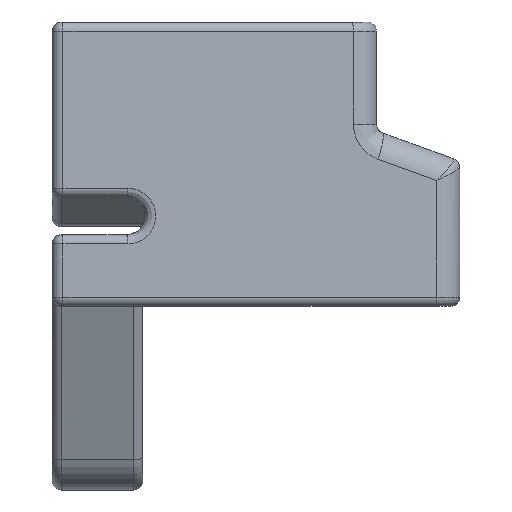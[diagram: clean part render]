
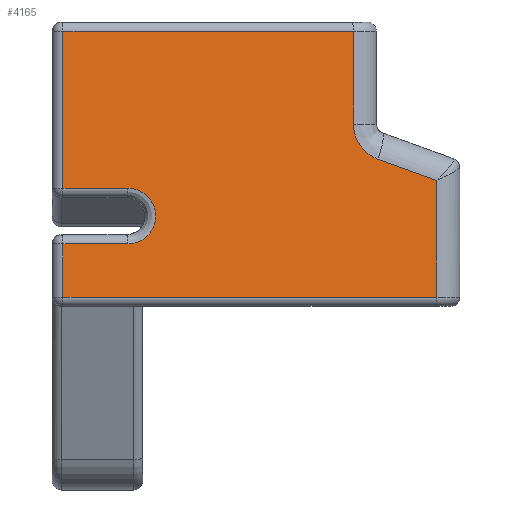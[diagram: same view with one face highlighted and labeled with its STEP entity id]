
A CAD part, left-side view. The second image highlights one B-rep face of the part: STEP entity #4165.
In plain terms, the highlighted planar face has unit normal (-0.985, -0.174, 0).
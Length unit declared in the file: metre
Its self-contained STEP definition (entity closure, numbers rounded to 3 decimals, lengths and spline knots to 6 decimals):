
#534=ELLIPSE('',#4552,0.004062,0.004);
#535=ELLIPSE('',#4553,0.003046,0.003);
#840=ORIENTED_EDGE('',*,*,#2115,.T.);
#841=ORIENTED_EDGE('',*,*,#2116,.T.);
#842=ORIENTED_EDGE('',*,*,#2117,.T.);
#843=ORIENTED_EDGE('',*,*,#2118,.T.);
#844=ORIENTED_EDGE('',*,*,#2119,.T.);
#845=ORIENTED_EDGE('',*,*,#2120,.T.);
#846=ORIENTED_EDGE('',*,*,#2121,.T.);
#847=ORIENTED_EDGE('',*,*,#2122,.T.);
#848=ORIENTED_EDGE('',*,*,#2123,.T.);
#849=ORIENTED_EDGE('',*,*,#2124,.T.);
#850=ORIENTED_EDGE('',*,*,#2125,.T.);
#2115=EDGE_CURVE('',#2747,#2748,#3044,.T.);
#2116=EDGE_CURVE('',#2748,#2749,#3045,.F.);
#2117=EDGE_CURVE('',#2749,#2750,#3046,.F.);
#2118=EDGE_CURVE('',#2750,#2751,#3047,.F.);
#2119=EDGE_CURVE('',#2751,#2752,#534,.F.);
#2120=EDGE_CURVE('',#2752,#2753,#3048,.F.);
#2121=EDGE_CURVE('',#2753,#2754,#3049,.F.);
#2122=EDGE_CURVE('',#2754,#2755,#3050,.T.);
#2123=EDGE_CURVE('',#2755,#2756,#3051,.T.);
#2124=EDGE_CURVE('',#2756,#2757,#535,.F.);
#2125=EDGE_CURVE('',#2757,#2747,#3052,.T.);
#2747=VERTEX_POINT('',#7057);
#2748=VERTEX_POINT('',#7058);
#2749=VERTEX_POINT('',#7060);
#2750=VERTEX_POINT('',#7062);
#2751=VERTEX_POINT('',#7064);
#2752=VERTEX_POINT('',#7066);
#2753=VERTEX_POINT('',#7068);
#2754=VERTEX_POINT('',#7070);
#2755=VERTEX_POINT('',#7072);
#2756=VERTEX_POINT('',#7074);
#2757=VERTEX_POINT('',#7076);
#3044=LINE('',#7056,#3336);
#3045=LINE('',#7059,#3337);
#3046=LINE('',#7061,#3338);
#3047=LINE('',#7063,#3339);
#3048=LINE('',#7067,#3340);
#3049=LINE('',#7069,#3341);
#3050=LINE('',#7071,#3342);
#3051=LINE('',#7073,#3343);
#3052=LINE('',#7077,#3344);
#3336=VECTOR('',#5442,1.);
#3337=VECTOR('',#5443,1.);
#3338=VECTOR('',#5444,1.);
#3339=VECTOR('',#5445,1.);
#3340=VECTOR('',#5448,1.);
#3341=VECTOR('',#5449,1.);
#3342=VECTOR('',#5450,1.);
#3343=VECTOR('',#5451,1.);
#3344=VECTOR('',#5454,1.);
#3511=EDGE_LOOP('',(#840,#841,#842,#843,#844,#845,#846,#847,#848,#849,#850));
#3811=FACE_BOUND('',#3511,.T.);
#4095=PLANE('',#4551);
#4165=ADVANCED_FACE('',(#3811),#4095,.T.);
#4551=AXIS2_PLACEMENT_3D('',#7055,#5440,#5441);
#4552=AXIS2_PLACEMENT_3D('',#7065,#5446,#5447);
#4553=AXIS2_PLACEMENT_3D('',#7075,#5452,#5453);
#5440=DIRECTION('',(-0.985,-0.174,0.));
#5441=DIRECTION('',(0.174,-0.985,0.));
#5442=DIRECTION('',(0.,0.,-1.));
#5443=DIRECTION('',(-0.174,0.985,0.));
#5444=DIRECTION('',(0.,0.,-1.));
#5445=DIRECTION('',(0.163,-0.927,-0.337));
#5446=DIRECTION('',(-0.985,-0.174,0.));
#5447=DIRECTION('',(-0.174,0.985,0.));
#5448=DIRECTION('',(0.,0.,-1.));
#5449=DIRECTION('',(0.174,-0.985,0.));
#5450=DIRECTION('',(0.,0.,-1.));
#5451=DIRECTION('',(0.174,-0.985,0.));
#5452=DIRECTION('',(-0.985,-0.174,0.));
#5453=DIRECTION('',(0.174,-0.985,0.));
#5454=DIRECTION('',(-0.174,0.985,0.));
#7055=CARTESIAN_POINT('',(-0.025643,0.028228,0.025323));
#7056=CARTESIAN_POINT('',(-0.033194,0.071054,0.012475));
#7057=CARTESIAN_POINT('',(-0.033194,0.071054,0.019225));
#7058=CARTESIAN_POINT('',(-0.033194,0.071054,0.013475));
#7059=CARTESIAN_POINT('',(-0.025643,0.028228,0.013475));
#7060=CARTESIAN_POINT('',(-0.02608,0.030707,0.013475));
#7061=CARTESIAN_POINT('',(-0.02608,0.030707,0.025323));
#7062=CARTESIAN_POINT('',(-0.02608,0.030707,0.026071));
#7063=CARTESIAN_POINT('',(-0.025651,0.028276,0.025186));
#7064=CARTESIAN_POINT('',(-0.027203,0.037075,0.028389));
#7065=CARTESIAN_POINT('',(-0.026961,0.035707,0.032147));
#7066=CARTESIAN_POINT('',(-0.027667,0.039707,0.032147));
#7067=CARTESIAN_POINT('',(-0.027667,0.039707,0.025323));
#7068=CARTESIAN_POINT('',(-0.027667,0.039707,0.042171));
#7069=CARTESIAN_POINT('',(-0.033401,0.072228,0.042171));
#7070=CARTESIAN_POINT('',(-0.033194,0.071054,0.042171));
#7071=CARTESIAN_POINT('',(-0.033194,0.071054,0.024225));
#7072=CARTESIAN_POINT('',(-0.033194,0.071054,0.025225));
#7073=CARTESIAN_POINT('',(-0.025643,0.028228,0.025225));
#7074=CARTESIAN_POINT('',(-0.03196,0.064054,0.025225));
#7075=CARTESIAN_POINT('',(-0.03196,0.064054,0.022225));
#7076=CARTESIAN_POINT('',(-0.03196,0.064054,0.019225));
#7077=CARTESIAN_POINT('',(-0.025643,0.028228,0.019225));
